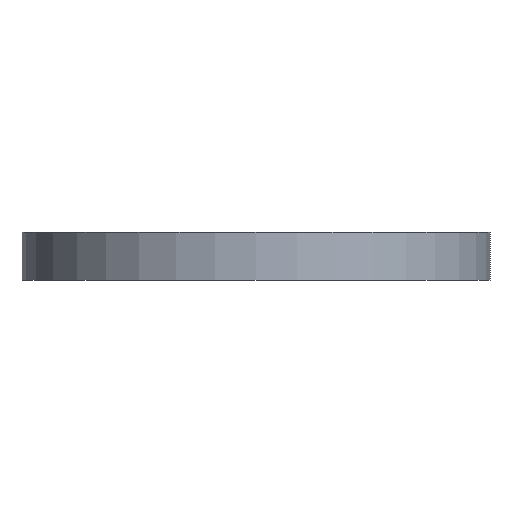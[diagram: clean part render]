
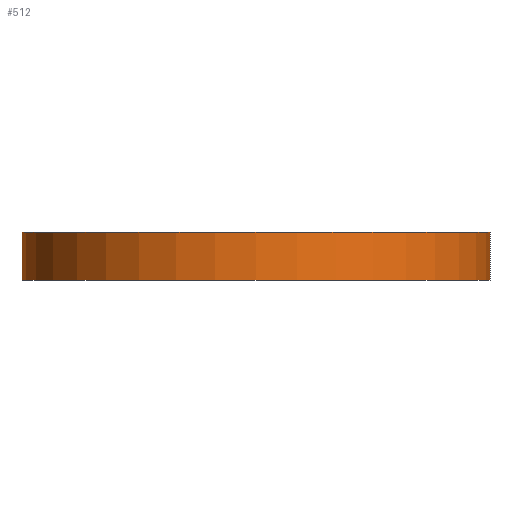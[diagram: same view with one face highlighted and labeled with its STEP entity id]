
A CAD part, front view. The second image highlights one B-rep face of the part: STEP entity #512.
In plain terms, the highlighted cylindrical face has radius 9.75 mm (diameter 19.5 mm), a partial arc.
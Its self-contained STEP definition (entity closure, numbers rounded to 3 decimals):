
#18 = CARTESIAN_POINT ( 'NONE',  ( 9.75, 12., -17. ) ) ;
#44 = ORIENTED_EDGE ( 'NONE', *, *, #577, .T. ) ;
#47 = AXIS2_PLACEMENT_3D ( 'NONE', #752, #666, #215 ) ;
#50 = DIRECTION ( 'NONE',  ( 0., 0., -1. ) ) ;
#53 = EDGE_LOOP ( 'NONE', ( #44, #77, #566, #632 ) ) ;
#61 = CARTESIAN_POINT ( 'NONE',  ( 0., 12., -19. ) ) ;
#68 = VERTEX_POINT ( 'NONE', #18 ) ;
#77 = ORIENTED_EDGE ( 'NONE', *, *, #309, .T. ) ;
#84 = CARTESIAN_POINT ( 'NONE',  ( -9.75, 12., -17. ) ) ;
#108 = EDGE_CURVE ( 'NONE', #68, #185, #378, .T. ) ;
#110 = FACE_OUTER_BOUND ( 'NONE', #53, .T. ) ;
#138 = AXIS2_PLACEMENT_3D ( 'NONE', #567, #825, #770 ) ;
#185 = VERTEX_POINT ( 'NONE', #610 ) ;
#215 = DIRECTION ( 'NONE',  ( -1., 0., 0. ) ) ;
#244 = CYLINDRICAL_SURFACE ( 'NONE', #775, 9.75 ) ;
#309 = EDGE_CURVE ( 'NONE', #349, #699, #630, .T. ) ;
#317 = CIRCLE ( 'NONE', #138, 9.75 ) ;
#349 = VERTEX_POINT ( 'NONE', #84 ) ;
#354 = EDGE_CURVE ( 'NONE', #185, #699, #804, .T. ) ;
#375 = CARTESIAN_POINT ( 'NONE',  ( -9.75, 12., -19. ) ) ;
#378 = LINE ( 'NONE', #643, #589 ) ;
#512 = ADVANCED_FACE ( 'NONE', ( #110 ), #244, .T. ) ;
#545 = VECTOR ( 'NONE', #647, 1000. ) ;
#566 = ORIENTED_EDGE ( 'NONE', *, *, #354, .F. ) ;
#567 = CARTESIAN_POINT ( 'NONE',  ( 0., 12., -17. ) ) ;
#577 = EDGE_CURVE ( 'NONE', #68, #349, #317, .T. ) ;
#580 = DIRECTION ( 'NONE',  ( 0., 0., -1. ) ) ;
#589 = VECTOR ( 'NONE', #580, 1000. ) ;
#610 = CARTESIAN_POINT ( 'NONE',  ( 9.75, 12., -19. ) ) ;
#630 = LINE ( 'NONE', #640, #545 ) ;
#632 = ORIENTED_EDGE ( 'NONE', *, *, #108, .F. ) ;
#640 = CARTESIAN_POINT ( 'NONE',  ( -9.75, 12., -19. ) ) ;
#643 = CARTESIAN_POINT ( 'NONE',  ( 9.75, 12., -19. ) ) ;
#647 = DIRECTION ( 'NONE',  ( 0., 0., -1. ) ) ;
#666 = DIRECTION ( 'NONE',  ( 0., 0., -1. ) ) ;
#699 = VERTEX_POINT ( 'NONE', #375 ) ;
#752 = CARTESIAN_POINT ( 'NONE',  ( 0., 12., -19. ) ) ;
#770 = DIRECTION ( 'NONE',  ( -1., 0., 0. ) ) ;
#775 = AXIS2_PLACEMENT_3D ( 'NONE', #61, #50, #832 ) ;
#804 = CIRCLE ( 'NONE', #47, 9.75 ) ;
#825 = DIRECTION ( 'NONE',  ( 0., 0., -1. ) ) ;
#832 = DIRECTION ( 'NONE',  ( 1., 0., 0. ) ) ;
